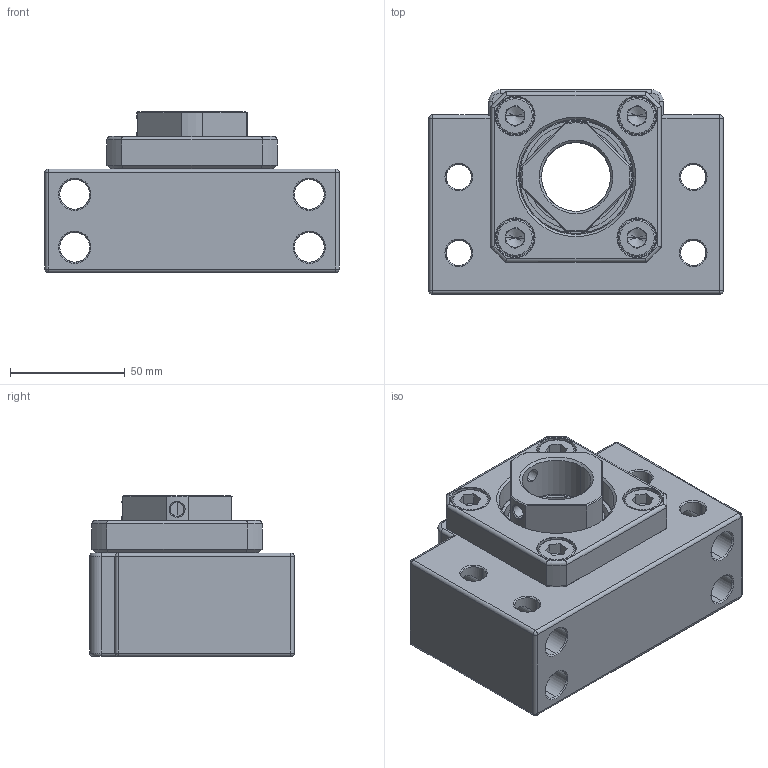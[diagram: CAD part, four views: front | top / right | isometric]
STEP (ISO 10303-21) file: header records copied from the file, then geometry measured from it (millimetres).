
FILE_DESCRIPTION (( 'STEP AP214' ), '1' );
FILE_NAME ('BK30疒玉.STEP', '2018-12-10T05:03:06', ( 'Windows 荤侩磊' ), ( '' ), 'SwSTEP 2.0', 'SolidWorks 2013', '' );
FILE_SCHEMA (( 'AUTOMOTIVE_DESIGN' ));
Length unit declared in the file: millimetre
Products named in the file (8): M10 x 20L螺絲; BK30鎖固螺帽(成_); BK30間隔環; BK30軸承_(成_); 30軸封; 7206A 軸承; BK30軸承座_體(成_); BK30疒玉
Assembly tree (12 placements, depth 2):
  BK30疒玉
    BK30軸承座_體(成_)
    7206A 軸承  x2
    30軸封  x2
    BK30軸承_(成_)
    BK30間隔環
    BK30鎖固螺帽(成_)
    M10 x 20L螺絲  x4
Bounding box: 128 x 89 x 70 mm (x, y, z)
Volume: 424001.2 mm3; surface area: 133136.3 mm2
Topology: 40 solids, 40 shells, 618 faces, 1533 edges, 927 vertices
Faces by surface type: cylinder 187, plane 129, cone 124, torus 114, sphere 60, bspline 4
Entity records: 18804 total; most frequent: CARTESIAN_POINT 8091, DIRECTION 2292, ORIENTED_EDGE 2038, EDGE_CURVE 1019, AXIS2_PLACEMENT_3D 967, VERTEX_POINT 620, CIRCLE 515, EDGE_LOOP 499
